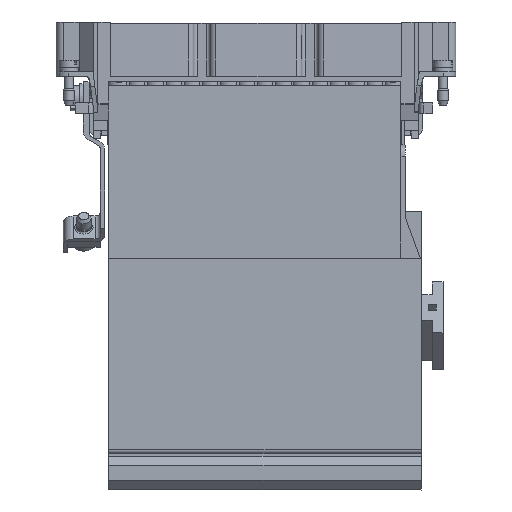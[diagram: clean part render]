
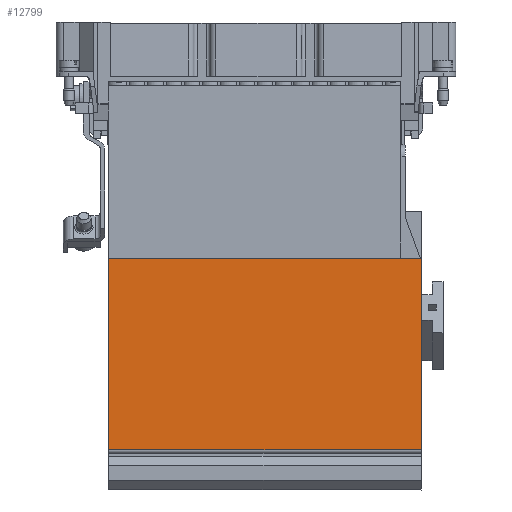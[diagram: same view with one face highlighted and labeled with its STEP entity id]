
A CAD part, front view. The second image highlights one B-rep face of the part: STEP entity #12799.
In plain terms, the highlighted planar face has unit normal (0, -1, 0).
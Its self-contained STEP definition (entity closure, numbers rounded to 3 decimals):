
#12799=ADVANCED_FACE('',(#17910),#15715,.T.);
#15715=PLANE('',#74295);
#17910=FACE_OUTER_BOUND('',#21800,.T.);
#21800=EDGE_LOOP('',(#30126,#30127,#30128,#30129));
#30126=ORIENTED_EDGE('',*,*,#50960,.F.);
#30127=ORIENTED_EDGE('',*,*,#51116,.T.);
#30128=ORIENTED_EDGE('',*,*,#51120,.T.);
#30129=ORIENTED_EDGE('',*,*,#51121,.F.);
#44871=VERTEX_POINT('',#109437);
#44872=VERTEX_POINT('',#109439);
#45010=VERTEX_POINT('',#109782);
#45012=VERTEX_POINT('',#109790);
#50960=EDGE_CURVE('',#44871,#44872,#60528,.T.);
#51116=EDGE_CURVE('',#44871,#45010,#60661,.T.);
#51120=EDGE_CURVE('',#45010,#45012,#60665,.T.);
#51121=EDGE_CURVE('',#44872,#45012,#60666,.T.);
#60528=LINE('',#109438,#66109);
#60661=LINE('',#109783,#66242);
#60665=LINE('',#109789,#66246);
#60666=LINE('',#109791,#66247);
#66109=VECTOR('',#81924,1.);
#66242=VECTOR('',#82123,1.);
#66246=VECTOR('',#82129,1.);
#66247=VECTOR('',#82130,1.);
#74295=AXIS2_PLACEMENT_3D('',#109792,#82131,#82132);
#81924=DIRECTION('',(0.,0.,-1.));
#82123=DIRECTION('',(-1.,0.,0.));
#82129=DIRECTION('',(0.,0.,-1.));
#82130=DIRECTION('',(-1.,0.,0.));
#82131=DIRECTION('',(0.,-1.,0.));
#82132=DIRECTION('',(0.,0.,1.));
#109437=CARTESIAN_POINT('',(49.143,-29.493,-50.667));
#109438=CARTESIAN_POINT('',(49.143,-29.493,-50.867));
#109439=CARTESIAN_POINT('',(49.143,-29.501,-103.867));
#109782=CARTESIAN_POINT('',(-37.837,-29.473,-50.667));
#109783=CARTESIAN_POINT('',(43.443,-29.492,-50.667));
#109789=CARTESIAN_POINT('',(-37.837,-29.473,-50.867));
#109790=CARTESIAN_POINT('',(-37.837,-29.481,-103.867));
#109791=CARTESIAN_POINT('',(43.443,-29.5,-103.867));
#109792=CARTESIAN_POINT('',(43.443,-29.492,-50.867));
